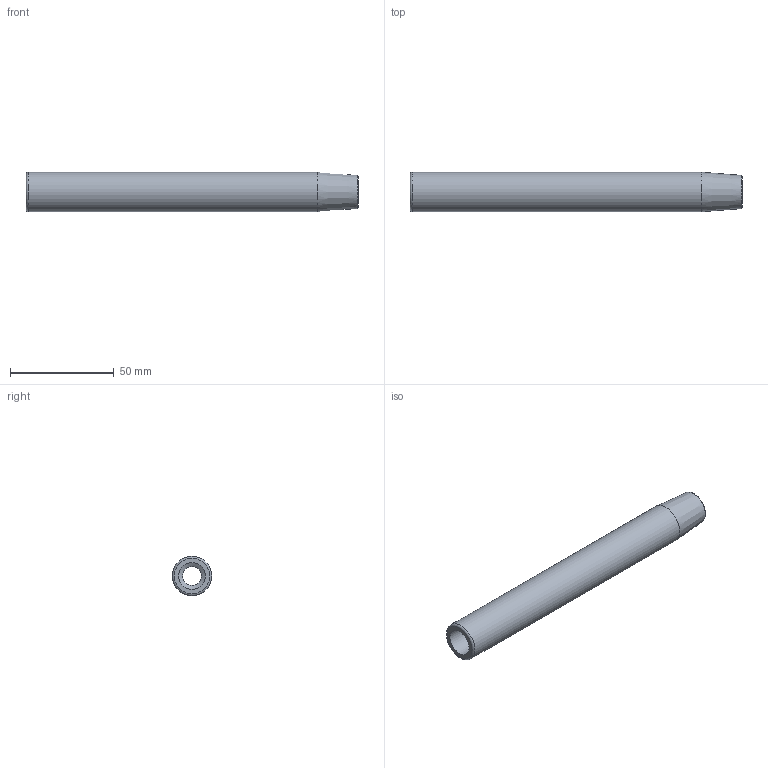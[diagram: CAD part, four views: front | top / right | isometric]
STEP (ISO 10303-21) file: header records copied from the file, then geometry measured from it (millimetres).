
FILE_DESCRIPTION(/* description */ (''),/* implementation_level */ '2;1');
FILE_NAME(/* name */ 'ST19.05-SFH12.7-160(20240111).stp',/* time_stamp */ '2024-01-11T09:43:24+09:00',/* author */ ('SSKT'),/* organization */ (''),/* preprocessor_version */ 'ST-DEVELOPER v19.2',/* originating_system */ 'Autodesk Inventor 2024',/* authorisation */ '');
FILE_SCHEMA (('AUTOMOTIVE_DESIGN { 1 0 10303 214 3 1 1 }'));
Length unit declared in the file: millimetre
Products named in the file (1): ST19.05-SFH12.7-160(20240111)
Bounding box: 160 x 19.05 x 19.05 mm (x, y, z)
Volume: 24728.3 mm3; surface area: 16118.9 mm2
Topology: 1 solids, 1 shells, 16 faces, 34 edges, 22 vertices
Faces by surface type: cylinder 5, torus 4, plane 4, cone 3
Full cylindrical faces by diameter (mm): 8.917 x1, 12.7 x1, 13 x1, 13.7 x1, 19.05 x1
Entity records: 495 total; most frequent: DIRECTION 94, CARTESIAN_POINT 73, ORIENTED_EDGE 68, AXIS2_PLACEMENT_3D 43, EDGE_CURVE 34, CIRCLE 26, VERTEX_POINT 22, EDGE_LOOP 20
